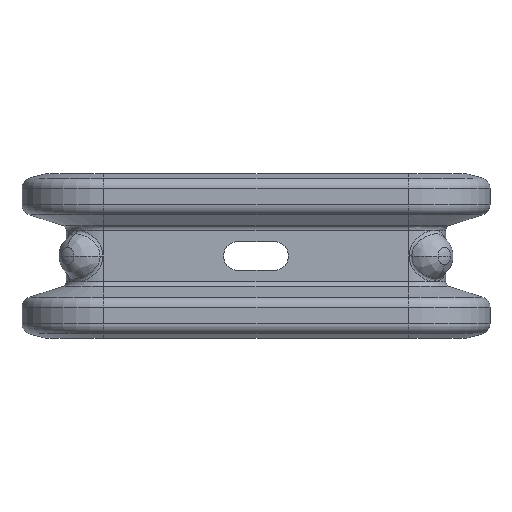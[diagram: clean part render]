
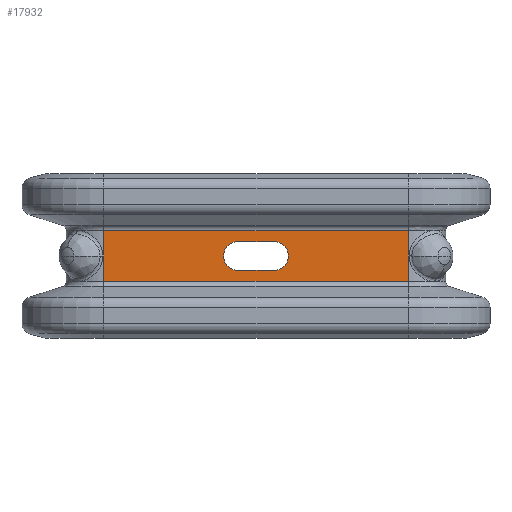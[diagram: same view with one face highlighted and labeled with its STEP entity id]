
A CAD part, left-side view. The second image highlights one B-rep face of the part: STEP entity #17932.
In plain terms, the highlighted planar face has unit normal (-1, 0, 0).
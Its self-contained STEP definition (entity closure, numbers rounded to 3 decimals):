
#4577=DIRECTION('',(0.,1.,0.));
#4578=VECTOR('',#4577,117.);
#4579=CARTESIAN_POINT('',(-207.,31.5,9.8));
#4580=LINE('',#4579,#4578);
#4581=DIRECTION('',(0.,0.,1.));
#4582=VECTOR('',#4581,19.6);
#4583=CARTESIAN_POINT('',(-207.,31.5,-9.8));
#4584=LINE('',#4583,#4582);
#4585=DIRECTION('',(0.,1.,0.));
#4586=VECTOR('',#4585,117.);
#4587=CARTESIAN_POINT('',(-207.,31.5,-9.8));
#4588=LINE('',#4587,#4586);
#4589=DIRECTION('',(0.,1.,0.));
#4590=VECTOR('',#4589,14.);
#4591=CARTESIAN_POINT('',(-207.,83.,5.5));
#4592=LINE('',#4591,#4590);
#4593=CARTESIAN_POINT('',(-207.,97.,0.));
#4594=DIRECTION('',(1.,0.,0.));
#4595=DIRECTION('',(0.,0.,-1.));
#4596=AXIS2_PLACEMENT_3D('',#4593,#4594,#4595);
#4598=DIRECTION('',(0.,-1.,0.));
#4599=VECTOR('',#4598,14.);
#4600=CARTESIAN_POINT('',(-207.,97.,-5.5));
#4601=LINE('',#4600,#4599);
#4602=CARTESIAN_POINT('',(-207.,83.,0.));
#4603=DIRECTION('',(1.,0.,0.));
#4604=DIRECTION('',(0.,0.,1.));
#4605=AXIS2_PLACEMENT_3D('',#4602,#4603,#4604);
#5767=DIRECTION('',(0.,0.,1.));
#5768=VECTOR('',#5767,19.6);
#5769=CARTESIAN_POINT('',(-207.,148.5,-9.8));
#5770=LINE('',#5769,#5768);
#10206=CARTESIAN_POINT('',(-207.,31.5,-9.8));
#10207=VERTEX_POINT('',#10206);
#10208=CARTESIAN_POINT('',(-207.,31.5,9.8));
#10209=VERTEX_POINT('',#10208);
#10234=CARTESIAN_POINT('',(-207.,148.5,-9.8));
#10235=VERTEX_POINT('',#10234);
#10236=CARTESIAN_POINT('',(-207.,148.5,9.8));
#10237=VERTEX_POINT('',#10236);
#10462=CARTESIAN_POINT('',(-207.,83.,5.5));
#10463=CARTESIAN_POINT('',(-207.,97.,5.5));
#10464=VERTEX_POINT('',#10462);
#10465=VERTEX_POINT('',#10463);
#10466=CARTESIAN_POINT('',(-207.,97.,-5.5));
#10467=VERTEX_POINT('',#10466);
#10468=CARTESIAN_POINT('',(-207.,83.,-5.5));
#10469=VERTEX_POINT('',#10468);
#17909=CARTESIAN_POINT('',(-207.,31.5,-9.8));
#17910=DIRECTION('',(-1.,0.,0.));
#17911=DIRECTION('',(0.,0.,1.));
#17912=AXIS2_PLACEMENT_3D('',#17909,#17910,#17911);
#17913=PLANE('',#17912);
#17914=ORIENTED_EDGE('',*,*,#15946,.F.);
#17916=ORIENTED_EDGE('',*,*,#17915,.T.);
#17918=ORIENTED_EDGE('',*,*,#17917,.T.);
#17919=ORIENTED_EDGE('',*,*,#17901,.F.);
#17920=EDGE_LOOP('',(#17914,#17916,#17918,#17919));
#17921=FACE_OUTER_BOUND('',#17920,.F.);
#17923=ORIENTED_EDGE('',*,*,#17922,.T.);
#17925=ORIENTED_EDGE('',*,*,#17924,.F.);
#17927=ORIENTED_EDGE('',*,*,#17926,.T.);
#17929=ORIENTED_EDGE('',*,*,#17928,.F.);
#17930=EDGE_LOOP('',(#17923,#17925,#17927,#17929));
#17931=FACE_BOUND('',#17930,.F.);
#17932=ADVANCED_FACE('',(#17921,#17931),#17913,.T.);
#4597=CIRCLE('',#4596,5.5);
#4606=CIRCLE('',#4605,5.5);
#15946=EDGE_CURVE('',#10207,#10209,#4584,.T.);
#17901=EDGE_CURVE('',#10209,#10237,#4580,.T.);
#17915=EDGE_CURVE('',#10207,#10235,#4588,.T.);
#17917=EDGE_CURVE('',#10235,#10237,#5770,.T.);
#17922=EDGE_CURVE('',#10464,#10465,#4592,.T.);
#17924=EDGE_CURVE('',#10467,#10465,#4597,.T.);
#17926=EDGE_CURVE('',#10467,#10469,#4601,.T.);
#17928=EDGE_CURVE('',#10464,#10469,#4606,.T.);
